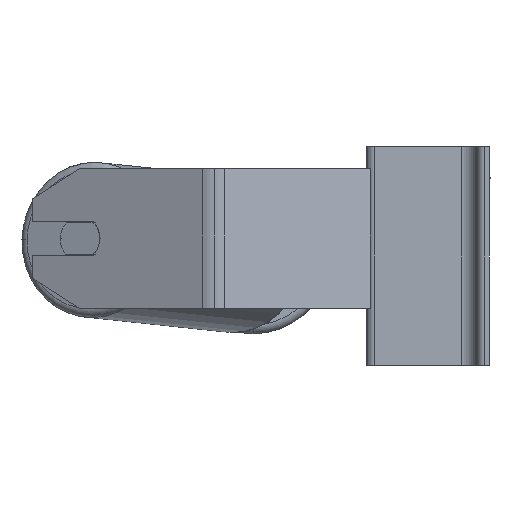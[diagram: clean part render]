
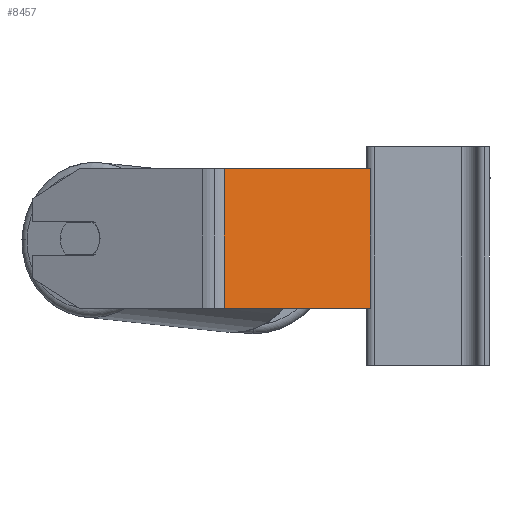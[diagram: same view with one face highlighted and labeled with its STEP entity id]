
A CAD part, left-side view. The second image highlights one B-rep face of the part: STEP entity #8457.
In plain terms, the highlighted planar face has unit normal (-0.94, -0.342, 0).
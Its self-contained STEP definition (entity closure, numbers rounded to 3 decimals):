
#277 = DIRECTION ( 'NONE',  ( 0.94, 0.342, 0. ) ) ;
#324 = LINE ( 'NONE', #6071, #5983 ) ;
#337 = CARTESIAN_POINT ( 'NONE',  ( -370.206, 105.757, 50. ) ) ;
#621 = DIRECTION ( 'NONE',  ( 0.342, -0.94, 0. ) ) ;
#844 = LINE ( 'NONE', #5576, #5107 ) ;
#847 = VECTOR ( 'NONE', #621, 1000. ) ;
#917 = EDGE_CURVE ( 'NONE', #7868, #8103, #844, .T. ) ;
#1930 = VERTEX_POINT ( 'NONE', #8344 ) ;
#2840 = EDGE_LOOP ( 'NONE', ( #5298, #6254, #4395, #6550 ) ) ;
#3145 = LINE ( 'NONE', #4011, #7027 ) ;
#3263 = EDGE_CURVE ( 'NONE', #10552, #7868, #324, .T. ) ;
#3452 = CARTESIAN_POINT ( 'NONE',  ( -337.518, 15.948, -30. ) ) ;
#4011 = CARTESIAN_POINT ( 'NONE',  ( -367.939, 99.53, 50. ) ) ;
#4217 = EDGE_CURVE ( 'NONE', #1930, #8103, #5522, .T. ) ;
#4395 = ORIENTED_EDGE ( 'NONE', *, *, #3263, .F. ) ;
#4575 = EDGE_CURVE ( 'NONE', #10552, #1930, #3145, .T. ) ;
#4581 = PLANE ( 'NONE',  #8040 ) ;
#4882 = DIRECTION ( 'NONE',  ( 0., 0., -1. ) ) ;
#5107 = VECTOR ( 'NONE', #4882, 1000. ) ;
#5298 = ORIENTED_EDGE ( 'NONE', *, *, #4217, .T. ) ;
#5372 = DIRECTION ( 'NONE',  ( 0.342, -0.94, 0. ) ) ;
#5522 = LINE ( 'NONE', #7995, #847 ) ;
#5576 = CARTESIAN_POINT ( 'NONE',  ( -337.518, 15.948, 50. ) ) ;
#5983 = VECTOR ( 'NONE', #5372, 1000. ) ;
#6071 = CARTESIAN_POINT ( 'NONE',  ( -370.206, 105.757, 50. ) ) ;
#6254 = ORIENTED_EDGE ( 'NONE', *, *, #917, .F. ) ;
#6389 = CARTESIAN_POINT ( 'NONE',  ( -367.939, 99.53, 50. ) ) ;
#6530 = DIRECTION ( 'NONE',  ( 0., 0., -1. ) ) ;
#6550 = ORIENTED_EDGE ( 'NONE', *, *, #4575, .T. ) ;
#7027 = VECTOR ( 'NONE', #6530, 1000. ) ;
#7868 = VERTEX_POINT ( 'NONE', #10248 ) ;
#7995 = CARTESIAN_POINT ( 'NONE',  ( -370.206, 105.757, -30. ) ) ;
#8040 = AXIS2_PLACEMENT_3D ( 'NONE', #337, #277, #8503 ) ;
#8103 = VERTEX_POINT ( 'NONE', #3452 ) ;
#8344 = CARTESIAN_POINT ( 'NONE',  ( -367.939, 99.53, -30. ) ) ;
#8457 = ADVANCED_FACE ( 'NONE', ( #8615 ), #4581, .F. ) ;
#8503 = DIRECTION ( 'NONE',  ( -0.342, 0.94, 0. ) ) ;
#8615 = FACE_OUTER_BOUND ( 'NONE', #2840, .T. ) ;
#10248 = CARTESIAN_POINT ( 'NONE',  ( -337.518, 15.948, 50. ) ) ;
#10552 = VERTEX_POINT ( 'NONE', #6389 ) ;
